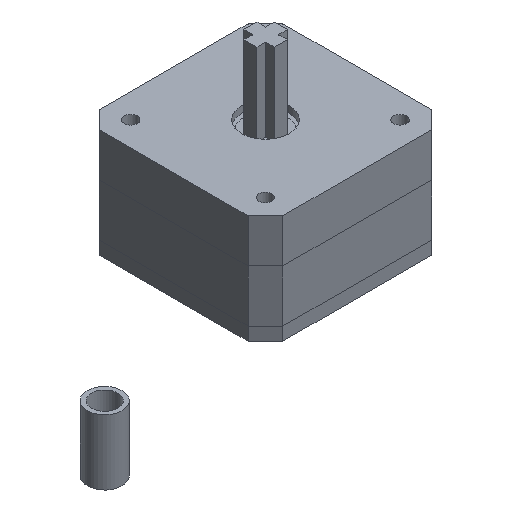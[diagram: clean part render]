
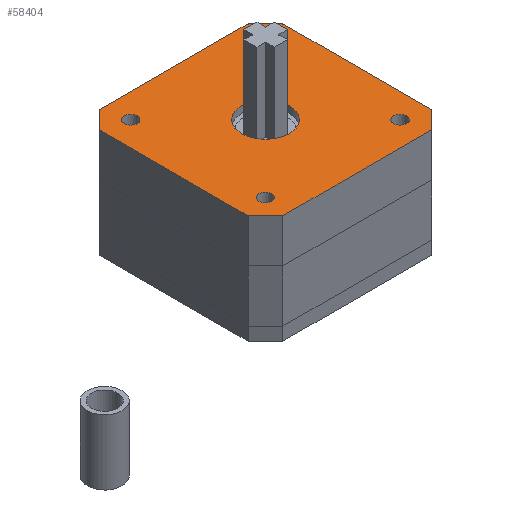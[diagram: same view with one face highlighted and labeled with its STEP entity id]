
A CAD part, isometric view. The second image highlights one B-rep face of the part: STEP entity #58404.
In plain terms, the highlighted planar face has unit normal (0, 0, 1).
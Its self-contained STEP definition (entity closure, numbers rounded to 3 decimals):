
#57849=CARTESIAN_POINT('',(228.5,122.,9.5));
#57850=VERTEX_POINT('',#57849);
#57865=CARTESIAN_POINT('',(234.,122.,9.5));
#57866=DIRECTION('',(0.,0.,-1.));
#57867=DIRECTION('',(-1.,0.,-0.));
#57868=AXIS2_PLACEMENT_3D('',#57865,#57866,#57867);
#57869=CIRCLE('',#57868,5.5);
#57870=EDGE_CURVE('',#57850,#57850,#57869,.T.);
#57880=CARTESIAN_POINT('',(216.85,100.85,9.5));
#57881=VERTEX_POINT('',#57880);
#57882=CARTESIAN_POINT('',(212.85,104.85,9.5));
#57883=VERTEX_POINT('',#57882);
#57884=CARTESIAN_POINT('',(216.85,100.85,9.5));
#57885=DIRECTION('',(-0.707,0.707,-0.));
#57886=VECTOR('',#57885,5.657);
#57887=LINE('',#57884,#57886);
#57888=EDGE_CURVE('',#57881,#57883,#57887,.T.);
#57920=CARTESIAN_POINT('',(212.85,139.15,9.5));
#57921=VERTEX_POINT('',#57920);
#57922=CARTESIAN_POINT('',(212.85,104.85,9.5));
#57923=DIRECTION('',(0.,1.,0.));
#57924=VECTOR('',#57923,34.3);
#57925=LINE('',#57922,#57924);
#57926=EDGE_CURVE('',#57883,#57921,#57925,.T.);
#57951=CARTESIAN_POINT('',(216.85,143.15,9.5));
#57952=VERTEX_POINT('',#57951);
#57953=CARTESIAN_POINT('',(212.85,139.15,9.5));
#57954=DIRECTION('',(0.707,0.707,0.));
#57955=VECTOR('',#57954,5.657);
#57956=LINE('',#57953,#57955);
#57957=EDGE_CURVE('',#57921,#57952,#57956,.T.);
#57982=CARTESIAN_POINT('',(251.15,143.15,9.5));
#57983=VERTEX_POINT('',#57982);
#57984=CARTESIAN_POINT('',(216.85,143.15,9.5));
#57985=DIRECTION('',(1.,0.,0.));
#57986=VECTOR('',#57985,34.3);
#57987=LINE('',#57984,#57986);
#57988=EDGE_CURVE('',#57952,#57983,#57987,.T.);
#58013=CARTESIAN_POINT('',(255.15,139.15,9.5));
#58014=VERTEX_POINT('',#58013);
#58015=CARTESIAN_POINT('',(251.15,143.15,9.5));
#58016=DIRECTION('',(0.707,-0.707,0.));
#58017=VECTOR('',#58016,5.657);
#58018=LINE('',#58015,#58017);
#58019=EDGE_CURVE('',#57983,#58014,#58018,.T.);
#58044=CARTESIAN_POINT('',(255.15,104.85,9.5));
#58045=VERTEX_POINT('',#58044);
#58046=CARTESIAN_POINT('',(255.15,139.15,9.5));
#58047=DIRECTION('',(0.,-1.,0.));
#58048=VECTOR('',#58047,34.3);
#58049=LINE('',#58046,#58048);
#58050=EDGE_CURVE('',#58014,#58045,#58049,.T.);
#58075=CARTESIAN_POINT('',(251.15,100.85,9.5));
#58076=VERTEX_POINT('',#58075);
#58077=CARTESIAN_POINT('',(255.15,104.85,9.5));
#58078=DIRECTION('',(-0.707,-0.707,-0.));
#58079=VECTOR('',#58078,5.657);
#58080=LINE('',#58077,#58079);
#58081=EDGE_CURVE('',#58045,#58076,#58080,.T.);
#58106=CARTESIAN_POINT('',(251.,106.5,9.5));
#58107=VERTEX_POINT('',#58106);
#58116=CARTESIAN_POINT('',(248.,106.5,9.5));
#58117=VERTEX_POINT('',#58116);
#58118=CARTESIAN_POINT('',(249.5,106.5,9.5));
#58119=DIRECTION('',(0.,0.,-1.));
#58120=DIRECTION('',(-1.,0.,-0.));
#58121=AXIS2_PLACEMENT_3D('',#58118,#58119,#58120);
#58122=CIRCLE('',#58121,1.5);
#58123=EDGE_CURVE('',#58117,#58107,#58122,.T.);
#58125=CARTESIAN_POINT('',(249.5,106.5,9.5));
#58126=DIRECTION('',(0.,0.,-1.));
#58127=DIRECTION('',(-1.,0.,-0.));
#58128=AXIS2_PLACEMENT_3D('',#58125,#58126,#58127);
#58129=CIRCLE('',#58128,1.5);
#58130=EDGE_CURVE('',#58107,#58117,#58129,.T.);
#58157=CARTESIAN_POINT('',(251.,137.5,9.5));
#58158=VERTEX_POINT('',#58157);
#58167=CARTESIAN_POINT('',(248.,137.5,9.5));
#58168=VERTEX_POINT('',#58167);
#58169=CARTESIAN_POINT('',(249.5,137.5,9.5));
#58170=DIRECTION('',(0.,0.,-1.));
#58171=DIRECTION('',(-1.,0.,-0.));
#58172=AXIS2_PLACEMENT_3D('',#58169,#58170,#58171);
#58173=CIRCLE('',#58172,1.5);
#58174=EDGE_CURVE('',#58168,#58158,#58173,.T.);
#58176=CARTESIAN_POINT('',(249.5,137.5,9.5));
#58177=DIRECTION('',(0.,0.,-1.));
#58178=DIRECTION('',(-1.,0.,-0.));
#58179=AXIS2_PLACEMENT_3D('',#58176,#58177,#58178);
#58180=CIRCLE('',#58179,1.5);
#58181=EDGE_CURVE('',#58158,#58168,#58180,.T.);
#58208=CARTESIAN_POINT('',(220.,106.5,9.5));
#58209=VERTEX_POINT('',#58208);
#58218=CARTESIAN_POINT('',(217.,106.5,9.5));
#58219=VERTEX_POINT('',#58218);
#58220=CARTESIAN_POINT('',(218.5,106.5,9.5));
#58221=DIRECTION('',(0.,0.,-1.));
#58222=DIRECTION('',(-1.,0.,-0.));
#58223=AXIS2_PLACEMENT_3D('',#58220,#58221,#58222);
#58224=CIRCLE('',#58223,1.5);
#58225=EDGE_CURVE('',#58219,#58209,#58224,.T.);
#58227=CARTESIAN_POINT('',(218.5,106.5,9.5));
#58228=DIRECTION('',(0.,0.,-1.));
#58229=DIRECTION('',(-1.,0.,-0.));
#58230=AXIS2_PLACEMENT_3D('',#58227,#58228,#58229);
#58231=CIRCLE('',#58230,1.5);
#58232=EDGE_CURVE('',#58209,#58219,#58231,.T.);
#58259=CARTESIAN_POINT('',(220.,137.5,9.5));
#58260=VERTEX_POINT('',#58259);
#58269=CARTESIAN_POINT('',(217.,137.5,9.5));
#58270=VERTEX_POINT('',#58269);
#58271=CARTESIAN_POINT('',(218.5,137.5,9.5));
#58272=DIRECTION('',(0.,0.,-1.));
#58273=DIRECTION('',(-1.,0.,-0.));
#58274=AXIS2_PLACEMENT_3D('',#58271,#58272,#58273);
#58275=CIRCLE('',#58274,1.5);
#58276=EDGE_CURVE('',#58270,#58260,#58275,.T.);
#58278=CARTESIAN_POINT('',(218.5,137.5,9.5));
#58279=DIRECTION('',(0.,0.,-1.));
#58280=DIRECTION('',(-1.,0.,-0.));
#58281=AXIS2_PLACEMENT_3D('',#58278,#58279,#58280);
#58282=CIRCLE('',#58281,1.5);
#58283=EDGE_CURVE('',#58260,#58270,#58282,.T.);
#58310=CARTESIAN_POINT('',(251.15,100.85,9.5));
#58311=DIRECTION('',(-1.,0.,-0.));
#58312=VECTOR('',#58311,34.3);
#58313=LINE('',#58310,#58312);
#58314=EDGE_CURVE('',#58076,#57881,#58313,.T.);
#58370=CARTESIAN_POINT('',(468.,-0.,9.5));
#58371=DIRECTION('',(0.,0.,-1.));
#58372=DIRECTION('',(-1.,0.,-0.));
#58373=AXIS2_PLACEMENT_3D('',#58370,#58371,#58372);
#58374=PLANE('',#58373);
#58375=ORIENTED_EDGE('',*,*,#57870,.T.);
#58376=EDGE_LOOP('',(#58375));
#58377=FACE_BOUND('',#58376,.T.);
#58378=ORIENTED_EDGE('',*,*,#58276,.T.);
#58379=ORIENTED_EDGE('',*,*,#58283,.T.);
#58380=EDGE_LOOP('',(#58378,#58379));
#58381=FACE_BOUND('',#58380,.T.);
#58382=ORIENTED_EDGE('',*,*,#58225,.T.);
#58383=ORIENTED_EDGE('',*,*,#58232,.T.);
#58384=EDGE_LOOP('',(#58382,#58383));
#58385=FACE_BOUND('',#58384,.T.);
#58386=ORIENTED_EDGE('',*,*,#58174,.T.);
#58387=ORIENTED_EDGE('',*,*,#58181,.T.);
#58388=EDGE_LOOP('',(#58386,#58387));
#58389=FACE_BOUND('',#58388,.T.);
#58390=ORIENTED_EDGE('',*,*,#58123,.T.);
#58391=ORIENTED_EDGE('',*,*,#58130,.T.);
#58392=EDGE_LOOP('',(#58390,#58391));
#58393=FACE_BOUND('',#58392,.T.);
#58394=ORIENTED_EDGE('',*,*,#57888,.F.);
#58395=ORIENTED_EDGE('',*,*,#58314,.F.);
#58396=ORIENTED_EDGE('',*,*,#58081,.F.);
#58397=ORIENTED_EDGE('',*,*,#58050,.F.);
#58398=ORIENTED_EDGE('',*,*,#58019,.F.);
#58399=ORIENTED_EDGE('',*,*,#57988,.F.);
#58400=ORIENTED_EDGE('',*,*,#57957,.F.);
#58401=ORIENTED_EDGE('',*,*,#57926,.F.);
#58402=EDGE_LOOP('',(#58394,#58395,#58396,#58397,#58398,#58399,#58400,#58401));
#58403=FACE_BOUND('',#58402,.T.);
#58404=ADVANCED_FACE('',(#58377,#58381,#58385,#58389,#58393,#58403),#58374,.F.);
